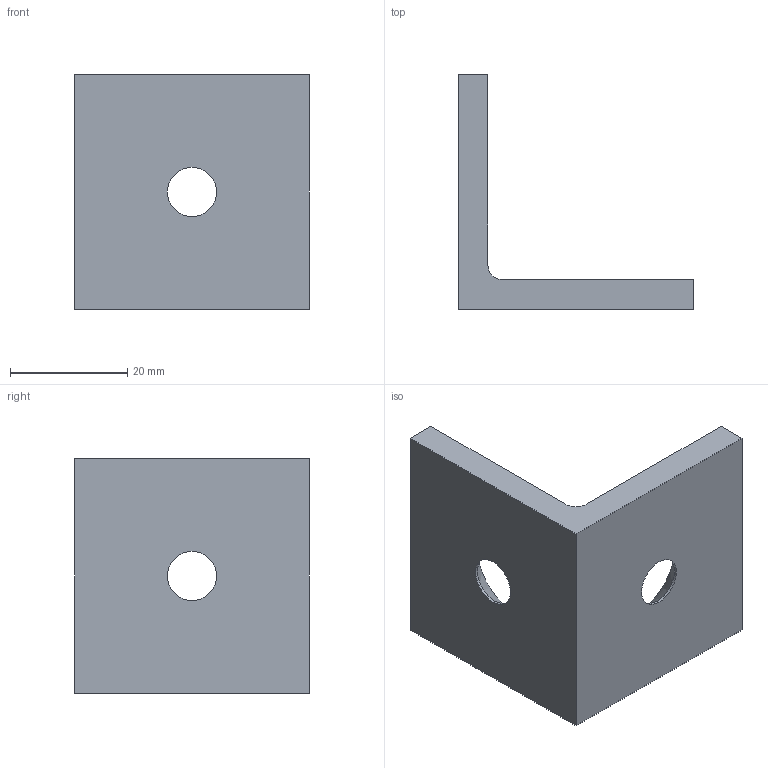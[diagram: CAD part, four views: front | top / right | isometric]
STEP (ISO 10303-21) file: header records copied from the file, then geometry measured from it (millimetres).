
FILE_DESCRIPTION(('STEP AP203'),'1');
FILE_NAME('FIXE00E1417.stp','2023-10-02T13:57:17',(' '),(' '),'Spatial InterOp 3D',' ',' ');
FILE_SCHEMA(('CONFIG_CONTROL_DESIGN'));
Length unit declared in the file: millimetre
Products named in the file (1): Equerre 40 - Noire
Bounding box: 40 x 40 x 40 mm (x, y, z)
Volume: 13755.9 mm3; surface area: 7065.2 mm2
Topology: 1 solids, 1 shells, 13 faces, 35 edges, 24 vertices
Faces by surface type: plane 8, cylinder 3, cone 2
Full cylindrical faces by diameter (mm): 8.4 x2
Entity records: 535 total; most frequent: DIRECTION 63, CARTESIAN_POINT 61, ORIENTED_EDGE 54, EDGE_CURVE 27, AXIS2_PLACEMENT_3D 22, PROPERTY_DEFINITION_REPRESENTATION 21, GENERAL_PROPERTY_ASSOCIATION 21, PROPERTY_DEFINITION 21
